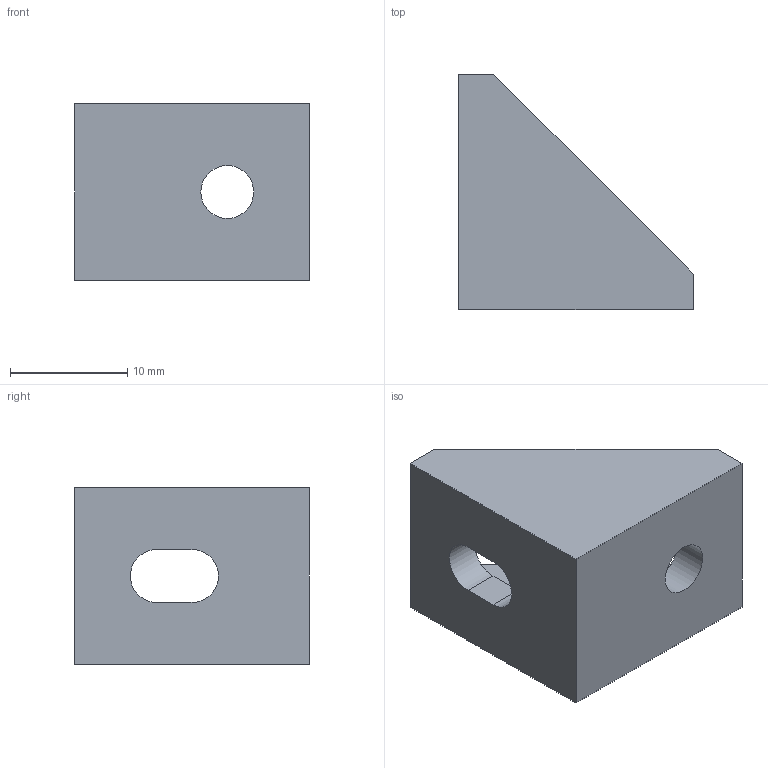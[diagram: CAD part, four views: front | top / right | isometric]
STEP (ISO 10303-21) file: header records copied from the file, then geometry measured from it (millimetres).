
FILE_DESCRIPTION(/* description */ (''),/* implementation_level */ '2;1');
FILE_NAME(/* name */ 'DCB2015-4.stp',/* time_stamp */ '2025-03-24T11:50:38+08:00',/* author */ ('1091212-1'),/* organization */ (''),/* preprocessor_version */ 'ST-DEVELOPER v15.6',/* originating_system */ 'Autodesk Inventor 2015',/* authorisation */ '');
FILE_SCHEMA (('AUTOMOTIVE_DESIGN { 1 0 10303 214 3 1 1 }'));
Length unit declared in the file: millimetre
Products named in the file (1): DCB2015-4
Bounding box: 20 x 20 x 15 mm (x, y, z)
Volume: 2396.1 mm3; surface area: 1952.5 mm2
Topology: 1 solids, 1 shells, 17 faces, 41 edges, 26 vertices
Faces by surface type: plane 14, cylinder 3
Full cylindrical faces by diameter (mm): 4.5 x1
Entity records: 516 total; most frequent: CARTESIAN_POINT 84, DIRECTION 82, ORIENTED_EDGE 80, EDGE_CURVE 40, LINE 34, VECTOR 34, VERTEX_POINT 26, AXIS2_PLACEMENT_3D 24
